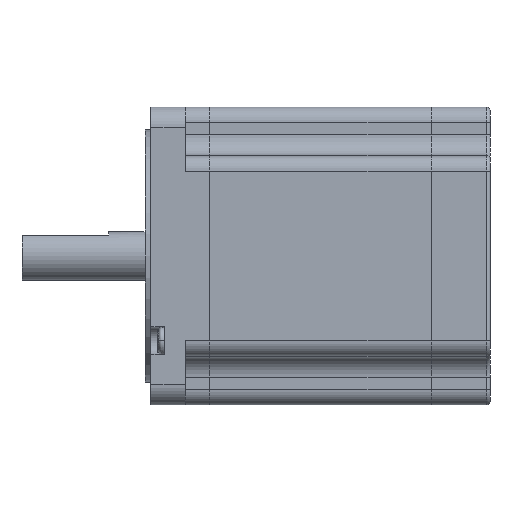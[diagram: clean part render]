
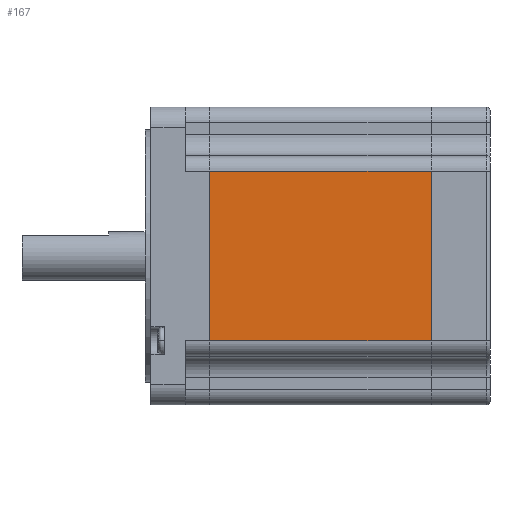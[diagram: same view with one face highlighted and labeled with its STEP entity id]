
A CAD part, left-side view. The second image highlights one B-rep face of the part: STEP entity #167.
In plain terms, the highlighted planar face has unit normal (-1, 0, 0).
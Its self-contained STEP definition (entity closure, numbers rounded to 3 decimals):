
#22 = VECTOR ( 'NONE', #4435, 1000. ) ;
#26 = CARTESIAN_POINT ( 'NONE',  ( 0., 64., -18.5 ) ) ;
#167 = ADVANCED_FACE ( 'NONE', ( #2164 ), #2886, .F. ) ;
#216 = LINE ( 'NONE', #3845, #22 ) ;
#490 = VERTEX_POINT ( 'NONE', #3875 ) ;
#583 = DIRECTION ( 'NONE',  ( 0., -1., 0. ) ) ;
#676 = DIRECTION ( 'NONE',  ( 0., -1., 0. ) ) ;
#1148 = CARTESIAN_POINT ( 'NONE',  ( 0., 0., -18.5 ) ) ;
#1448 = CARTESIAN_POINT ( 'NONE',  ( 0., 64., -18.5 ) ) ;
#1587 = LINE ( 'NONE', #1148, #4642 ) ;
#1868 = LINE ( 'NONE', #3515, #6213 ) ;
#1976 = VERTEX_POINT ( 'NONE', #3765 ) ;
#2164 = FACE_OUTER_BOUND ( 'NONE', #4732, .T. ) ;
#2209 = EDGE_CURVE ( 'NONE', #5202, #1976, #3053, .T. ) ;
#2316 = VERTEX_POINT ( 'NONE', #6894 ) ;
#2473 = ORIENTED_EDGE ( 'NONE', *, *, #2209, .F. ) ;
#2587 = ORIENTED_EDGE ( 'NONE', *, *, #5971, .F. ) ;
#2886 = PLANE ( 'NONE',  #5150 ) ;
#3053 = LINE ( 'NONE', #26, #5896 ) ;
#3066 = EDGE_CURVE ( 'NONE', #490, #2316, #1868, .T. ) ;
#3515 = CARTESIAN_POINT ( 'NONE',  ( 0., 64., -67.5 ) ) ;
#3527 = ORIENTED_EDGE ( 'NONE', *, *, #3066, .T. ) ;
#3540 = ORIENTED_EDGE ( 'NONE', *, *, #6471, .T. ) ;
#3765 = CARTESIAN_POINT ( 'NONE',  ( 0., 0., -18.5 ) ) ;
#3845 = CARTESIAN_POINT ( 'NONE',  ( 0., 64., -18.5 ) ) ;
#3875 = CARTESIAN_POINT ( 'NONE',  ( 0., 64., -67.5 ) ) ;
#4435 = DIRECTION ( 'NONE',  ( 0., 0., 1. ) ) ;
#4568 = DIRECTION ( 'NONE',  ( 0., 0., 1. ) ) ;
#4642 = VECTOR ( 'NONE', #4568, 1000. ) ;
#4732 = EDGE_LOOP ( 'NONE', ( #3540, #2473, #2587, #3527 ) ) ;
#5150 = AXIS2_PLACEMENT_3D ( 'NONE', #6689, #5523, #7247 ) ;
#5202 = VERTEX_POINT ( 'NONE', #1448 ) ;
#5523 = DIRECTION ( 'NONE',  ( 1., 0., 0. ) ) ;
#5896 = VECTOR ( 'NONE', #583, 1000. ) ;
#5971 = EDGE_CURVE ( 'NONE', #490, #5202, #216, .T. ) ;
#6213 = VECTOR ( 'NONE', #676, 1000. ) ;
#6471 = EDGE_CURVE ( 'NONE', #2316, #1976, #1587, .T. ) ;
#6689 = CARTESIAN_POINT ( 'NONE',  ( 0., 64., -18.5 ) ) ;
#6894 = CARTESIAN_POINT ( 'NONE',  ( 0., 0., -67.5 ) ) ;
#7247 = DIRECTION ( 'NONE',  ( 0., 0., -1. ) ) ;
